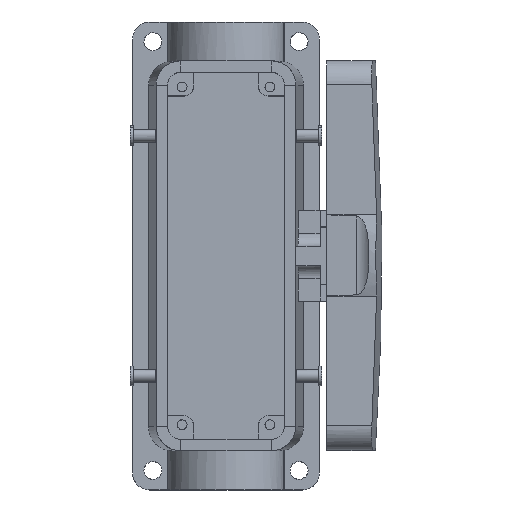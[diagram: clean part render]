
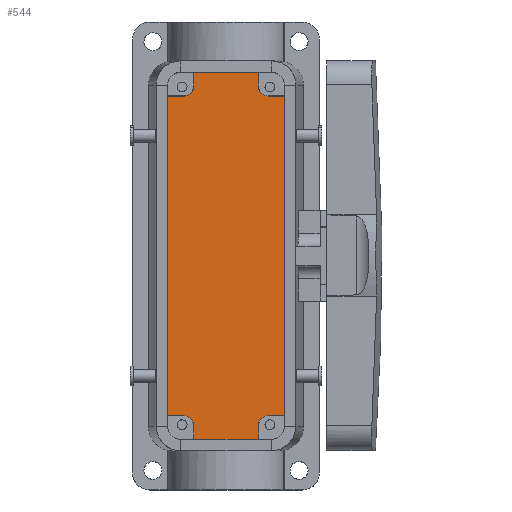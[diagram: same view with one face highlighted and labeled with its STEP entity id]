
A CAD part, top view. The second image highlights one B-rep face of the part: STEP entity #544.
In plain terms, the highlighted planar face has unit normal (0, 0, 1).
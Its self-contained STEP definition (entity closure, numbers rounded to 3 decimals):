
#191=AXIS2_PLACEMENT_3D('Circle Axis2P3D',#189,#190,$) ;
#415=AXIS2_PLACEMENT_3D('Plane Axis2P3D',#412,#413,#414) ;
#132=CARTESIAN_POINT('Vertex',(19.5,128.5,5.5)) ;
#135=CARTESIAN_POINT('Line Origine',(29.5,128.5,5.5)) ;
#139=CARTESIAN_POINT('Vertex',(39.5,128.5,5.5)) ;
#165=CARTESIAN_POINT('Line Origine',(39.5,126.375,5.5)) ;
#169=CARTESIAN_POINT('Vertex',(39.5,124.25,5.5)) ;
#189=CARTESIAN_POINT('Axis2P3D Location',(42.5,124.25,5.5)) ;
#193=CARTESIAN_POINT('Vertex',(42.5,121.25,5.5)) ;
#397=CARTESIAN_POINT('Vertex',(19.5,124.25,5.5)) ;
#400=CARTESIAN_POINT('Line Origine',(19.5,126.375,5.5)) ;
#412=CARTESIAN_POINT('Axis2P3D Location',(29.5,72.,5.5)) ;
#418=CARTESIAN_POINT('Control Point',(19.5,124.25,5.5)) ;
#419=CARTESIAN_POINT('Control Point',(19.5,123.911,5.5)) ;
#420=CARTESIAN_POINT('Control Point',(19.452,123.571,5.5)) ;
#421=CARTESIAN_POINT('Control Point',(19.356,123.241,5.5)) ;
#422=CARTESIAN_POINT('Control Point',(19.073,122.616,5.5)) ;
#423=CARTESIAN_POINT('Control Point',(18.628,122.095,5.5)) ;
#424=CARTESIAN_POINT('Control Point',(18.37,121.867,5.5)) ;
#425=CARTESIAN_POINT('Control Point',(17.861,121.533,5.5)) ;
#426=CARTESIAN_POINT('Control Point',(17.287,121.337,5.5)) ;
#427=CARTESIAN_POINT('Control Point',(17.027,121.279,5.5)) ;
#428=CARTESIAN_POINT('Control Point',(16.764,121.25,5.5)) ;
#429=CARTESIAN_POINT('Control Point',(16.5,121.25,5.5)) ;
#430=CARTESIAN_POINT('Vertex',(16.5,121.25,5.5)) ;
#433=CARTESIAN_POINT('Line Origine',(14.,121.25,5.5)) ;
#437=CARTESIAN_POINT('Vertex',(11.5,121.25,5.5)) ;
#440=CARTESIAN_POINT('Line Origine',(11.5,72.,5.5)) ;
#444=CARTESIAN_POINT('Vertex',(11.5,22.75,5.5)) ;
#447=CARTESIAN_POINT('Line Origine',(14.,22.75,5.5)) ;
#451=CARTESIAN_POINT('Vertex',(16.5,22.75,5.5)) ;
#455=CARTESIAN_POINT('Control Point',(16.5,22.75,5.5)) ;
#456=CARTESIAN_POINT('Control Point',(16.839,22.75,5.5)) ;
#457=CARTESIAN_POINT('Control Point',(17.179,22.702,5.5)) ;
#458=CARTESIAN_POINT('Control Point',(17.509,22.606,5.5)) ;
#459=CARTESIAN_POINT('Control Point',(18.134,22.323,5.5)) ;
#460=CARTESIAN_POINT('Control Point',(18.655,21.878,5.5)) ;
#461=CARTESIAN_POINT('Control Point',(18.883,21.62,5.5)) ;
#462=CARTESIAN_POINT('Control Point',(19.217,21.111,5.5)) ;
#463=CARTESIAN_POINT('Control Point',(19.413,20.537,5.5)) ;
#464=CARTESIAN_POINT('Control Point',(19.471,20.277,5.5)) ;
#465=CARTESIAN_POINT('Control Point',(19.5,20.014,5.5)) ;
#466=CARTESIAN_POINT('Control Point',(19.5,19.75,5.5)) ;
#467=CARTESIAN_POINT('Vertex',(19.5,19.75,5.5)) ;
#470=CARTESIAN_POINT('Line Origine',(19.5,17.625,5.5)) ;
#474=CARTESIAN_POINT('Vertex',(19.5,15.5,5.5)) ;
#477=CARTESIAN_POINT('Line Origine',(29.5,15.5,5.5)) ;
#481=CARTESIAN_POINT('Vertex',(39.5,15.5,5.5)) ;
#484=CARTESIAN_POINT('Line Origine',(39.5,17.625,5.5)) ;
#488=CARTESIAN_POINT('Vertex',(39.5,19.75,5.5)) ;
#492=CARTESIAN_POINT('Control Point',(39.5,19.75,5.5)) ;
#493=CARTESIAN_POINT('Control Point',(39.5,20.089,5.5)) ;
#494=CARTESIAN_POINT('Control Point',(39.548,20.429,5.5)) ;
#495=CARTESIAN_POINT('Control Point',(39.644,20.759,5.5)) ;
#496=CARTESIAN_POINT('Control Point',(39.927,21.384,5.5)) ;
#497=CARTESIAN_POINT('Control Point',(40.372,21.905,5.5)) ;
#498=CARTESIAN_POINT('Control Point',(40.63,22.133,5.5)) ;
#499=CARTESIAN_POINT('Control Point',(41.139,22.467,5.5)) ;
#500=CARTESIAN_POINT('Control Point',(41.713,22.663,5.5)) ;
#501=CARTESIAN_POINT('Control Point',(41.973,22.721,5.5)) ;
#502=CARTESIAN_POINT('Control Point',(42.236,22.75,5.5)) ;
#503=CARTESIAN_POINT('Control Point',(42.5,22.75,5.5)) ;
#504=CARTESIAN_POINT('Vertex',(42.5,22.75,5.5)) ;
#507=CARTESIAN_POINT('Line Origine',(45.,22.75,5.5)) ;
#511=CARTESIAN_POINT('Vertex',(47.5,22.75,5.5)) ;
#514=CARTESIAN_POINT('Line Origine',(47.5,72.,5.5)) ;
#518=CARTESIAN_POINT('Vertex',(47.5,121.25,5.5)) ;
#521=CARTESIAN_POINT('Line Origine',(45.,121.25,5.5)) ;
#136=DIRECTION('Vector Direction',(-1.,0.,0.)) ;
#166=DIRECTION('Vector Direction',(0.,1.,0.)) ;
#190=DIRECTION('Axis2P3D Direction',(0.,0.,-1.)) ;
#401=DIRECTION('Vector Direction',(0.,1.,0.)) ;
#413=DIRECTION('Axis2P3D Direction',(0.,-0.,1.)) ;
#414=DIRECTION('Axis2P3D XDirection',(0.,1.,0.)) ;
#434=DIRECTION('Vector Direction',(1.,0.,0.)) ;
#441=DIRECTION('Vector Direction',(0.,1.,0.)) ;
#448=DIRECTION('Vector Direction',(1.,0.,0.)) ;
#471=DIRECTION('Vector Direction',(0.,-1.,0.)) ;
#478=DIRECTION('Vector Direction',(1.,0.,0.)) ;
#485=DIRECTION('Vector Direction',(0.,-1.,0.)) ;
#508=DIRECTION('Vector Direction',(-1.,0.,0.)) ;
#515=DIRECTION('Vector Direction',(0.,-1.,0.)) ;
#522=DIRECTION('Vector Direction',(-1.,0.,0.)) ;
#137=VECTOR('Line Direction',#136,1.) ;
#167=VECTOR('Line Direction',#166,1.) ;
#402=VECTOR('Line Direction',#401,1.) ;
#435=VECTOR('Line Direction',#434,1.) ;
#442=VECTOR('Line Direction',#441,1.) ;
#449=VECTOR('Line Direction',#448,1.) ;
#472=VECTOR('Line Direction',#471,1.) ;
#479=VECTOR('Line Direction',#478,1.) ;
#486=VECTOR('Line Direction',#485,1.) ;
#509=VECTOR('Line Direction',#508,1.) ;
#516=VECTOR('Line Direction',#515,1.) ;
#523=VECTOR('Line Direction',#522,1.) ;
#527=ORIENTED_EDGE('',*,*,#195,.F.) ;
#528=ORIENTED_EDGE('',*,*,#171,.T.) ;
#529=ORIENTED_EDGE('',*,*,#141,.T.) ;
#530=ORIENTED_EDGE('',*,*,#404,.F.) ;
#531=ORIENTED_EDGE('',*,*,#432,.F.) ;
#532=ORIENTED_EDGE('',*,*,#439,.F.) ;
#533=ORIENTED_EDGE('',*,*,#446,.T.) ;
#534=ORIENTED_EDGE('',*,*,#453,.T.) ;
#535=ORIENTED_EDGE('',*,*,#469,.F.) ;
#536=ORIENTED_EDGE('',*,*,#476,.T.) ;
#537=ORIENTED_EDGE('',*,*,#483,.T.) ;
#538=ORIENTED_EDGE('',*,*,#490,.F.) ;
#539=ORIENTED_EDGE('',*,*,#506,.F.) ;
#540=ORIENTED_EDGE('',*,*,#513,.F.) ;
#541=ORIENTED_EDGE('',*,*,#520,.T.) ;
#542=ORIENTED_EDGE('',*,*,#525,.T.) ;
#544=ADVANCED_FACE('Housing',(#543),#416,.T.) ;
#417=B_SPLINE_CURVE_WITH_KNOTS('',5,(#418,#419,#420,#421,#422,#423,#424,#425,#426,#427,#428,#429),.UNSPECIFIED.,.F.,.U.,(6,3,3,6),(0.,2.4,4.8,6.664),.UNSPECIFIED.) ;
#454=B_SPLINE_CURVE_WITH_KNOTS('',5,(#455,#456,#457,#458,#459,#460,#461,#462,#463,#464,#465,#466),.UNSPECIFIED.,.F.,.U.,(6,3,3,6),(0.,2.4,4.8,6.664),.UNSPECIFIED.) ;
#491=B_SPLINE_CURVE_WITH_KNOTS('',5,(#492,#493,#494,#495,#496,#497,#498,#499,#500,#501,#502,#503),.UNSPECIFIED.,.F.,.U.,(6,3,3,6),(0.,2.4,4.8,6.664),.UNSPECIFIED.) ;
#192=CIRCLE('generated circle',#191,3.) ;
#141=EDGE_CURVE('',#140,#133,#138,.T.) ;
#171=EDGE_CURVE('',#170,#140,#168,.T.) ;
#195=EDGE_CURVE('',#170,#194,#192,.F.) ;
#404=EDGE_CURVE('',#398,#133,#403,.T.) ;
#432=EDGE_CURVE('',#431,#398,#417,.F.) ;
#439=EDGE_CURVE('',#438,#431,#436,.T.) ;
#446=EDGE_CURVE('',#438,#445,#443,.F.) ;
#453=EDGE_CURVE('',#445,#452,#450,.T.) ;
#469=EDGE_CURVE('',#468,#452,#454,.F.) ;
#476=EDGE_CURVE('',#468,#475,#473,.T.) ;
#483=EDGE_CURVE('',#475,#482,#480,.T.) ;
#490=EDGE_CURVE('',#489,#482,#487,.T.) ;
#506=EDGE_CURVE('',#505,#489,#491,.F.) ;
#513=EDGE_CURVE('',#512,#505,#510,.T.) ;
#520=EDGE_CURVE('',#512,#519,#517,.F.) ;
#525=EDGE_CURVE('',#519,#194,#524,.T.) ;
#526=EDGE_LOOP('',(#527,#528,#529,#530,#531,#532,#533,#534,#535,#536,#537,#538,#539,#540,#541,#542)) ;
#543=FACE_OUTER_BOUND('',#526,.T.) ;
#138=LINE('Line',#135,#137) ;
#168=LINE('Line',#165,#167) ;
#403=LINE('Line',#400,#402) ;
#436=LINE('Line',#433,#435) ;
#443=LINE('Line',#440,#442) ;
#450=LINE('Line',#447,#449) ;
#473=LINE('Line',#470,#472) ;
#480=LINE('Line',#477,#479) ;
#487=LINE('Line',#484,#486) ;
#510=LINE('Line',#507,#509) ;
#517=LINE('Line',#514,#516) ;
#524=LINE('Line',#521,#523) ;
#416=PLANE('',#415) ;
#133=VERTEX_POINT('',#132) ;
#140=VERTEX_POINT('',#139) ;
#170=VERTEX_POINT('',#169) ;
#194=VERTEX_POINT('',#193) ;
#398=VERTEX_POINT('',#397) ;
#431=VERTEX_POINT('',#430) ;
#438=VERTEX_POINT('',#437) ;
#445=VERTEX_POINT('',#444) ;
#452=VERTEX_POINT('',#451) ;
#468=VERTEX_POINT('',#467) ;
#475=VERTEX_POINT('',#474) ;
#482=VERTEX_POINT('',#481) ;
#489=VERTEX_POINT('',#488) ;
#505=VERTEX_POINT('',#504) ;
#512=VERTEX_POINT('',#511) ;
#519=VERTEX_POINT('',#518) ;
